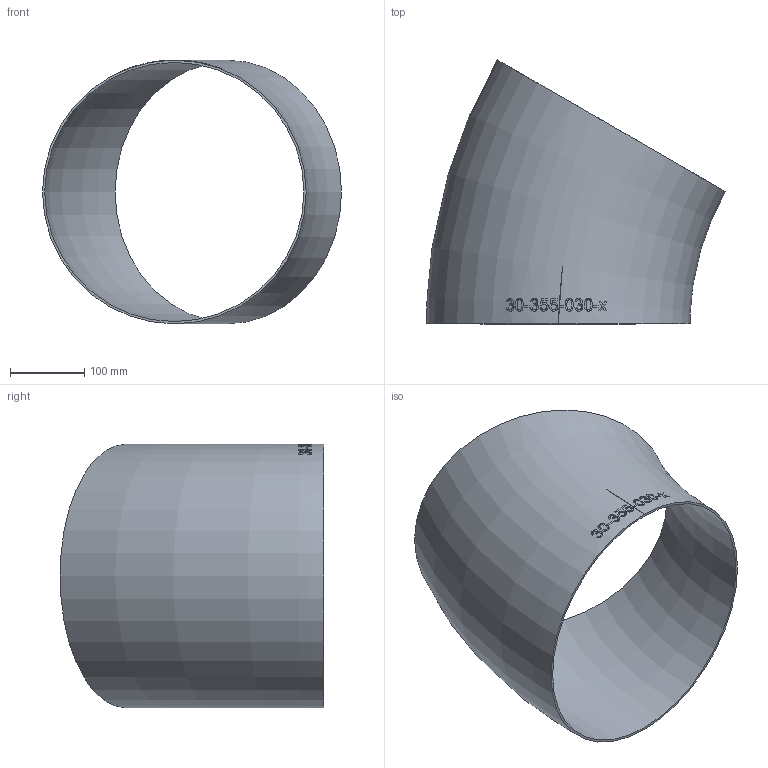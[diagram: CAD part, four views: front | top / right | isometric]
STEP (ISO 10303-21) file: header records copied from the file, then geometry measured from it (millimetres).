
FILE_DESCRIPTION (( 'STEP AP214' ), '1' );
FILE_NAME ('30-355-030-x Bogen 2004.STEP', '2020-04-27T11:44:29', ( '' ), ( '' ), 'SwSTEP 2.0', 'SolidWorks 2019', '' );
FILE_SCHEMA (( 'AUTOMOTIVE_DESIGN' ));
Length unit declared in the file: millimetre
Products named in the file (1): 30-355-030-x Bogen 2004
Bounding box: 403.32 x 355.9 x 355.6 mm (x, y, z)
Volume: 929147.4 mm3; surface area: 626119.6 mm2
Topology: 1 solids, 1 shells, 159 faces, 427 edges, 285 vertices
Faces by surface type: bspline 140, torus 17, plane 2
Entity records: 38576 total; most frequent: CARTESIAN_POINT 34140, ORIENTED_EDGE 848, EDGE_CURVE 424, B_SPLINE_CURVE_WITH_KNOTS 420, VERTEX_POINT 284, EDGE_LOOP 178, FACE_OUTER_BOUND 161, ADVANCED_FACE 159
